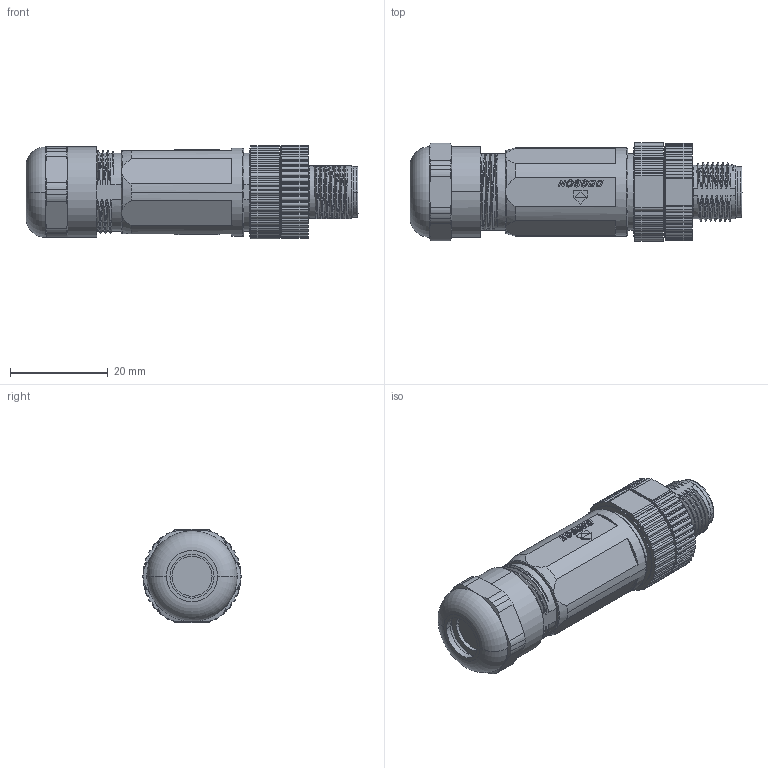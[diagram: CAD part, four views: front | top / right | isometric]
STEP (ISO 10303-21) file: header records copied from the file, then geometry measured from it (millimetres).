
FILE_DESCRIPTION((''),'2;1');
FILE_NAME('PB-M12D-04P-MM-SL7001_SW0001','2020-04-22T',('Administrator'),(''),'CREO PARAMETRIC BY PTC INC, 2014350','CREO PARAMETRIC BY PTC INC, 2014350','');
FILE_SCHEMA(('CONFIG_CONTROL_DESIGN'));
Length unit declared in the file: millimetre
Products named in the file (1): PB-M12D-04P-MM-SL7001_SW0001
Bounding box: 67.9 x 20.2 x 19.11 mm (x, y, z)
Volume: 12896.9 mm3; surface area: 10186.4 mm2
Topology: 1 solids, 2 shells, 1504 faces, 4284 edges, 2835 vertices
Faces by surface type: plane 927, cylinder 262, bspline 169, cone 55, torus 48, extrusion 35, sphere 8
Entity records: 70025 total; most frequent: CARTESIAN_POINT 32233, ORIENTED_EDGE 8552, DIRECTION 6780, EDGE_CURVE 4276, VECTOR 2984, LINE 2949, VERTEX_POINT 2835, AXIS2_PLACEMENT_3D 1898
